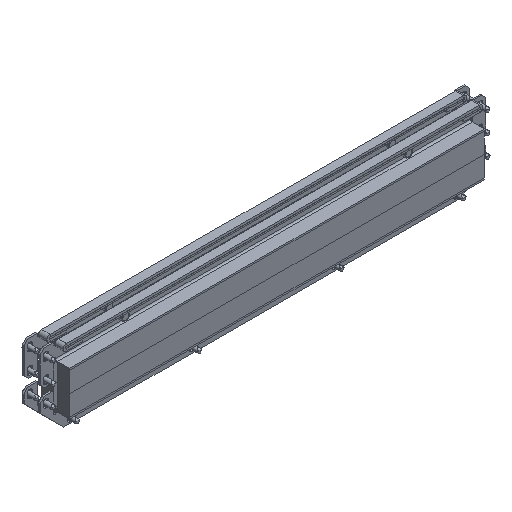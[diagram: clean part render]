
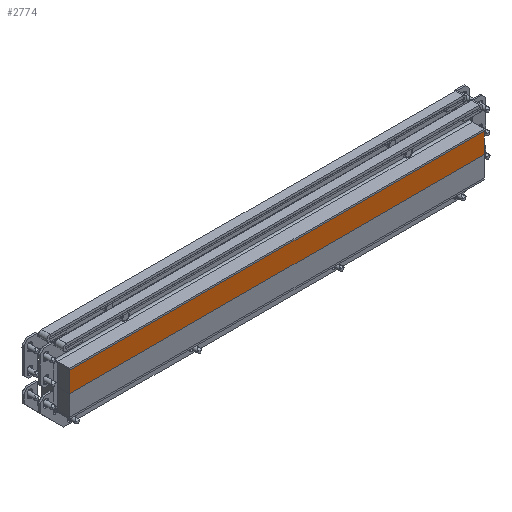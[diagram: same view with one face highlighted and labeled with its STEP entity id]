
A CAD part, isometric view. The second image highlights one B-rep face of the part: STEP entity #2774.
In plain terms, the highlighted face is planar.
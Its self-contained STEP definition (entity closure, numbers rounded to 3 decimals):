
#14 = CARTESIAN_POINT ( 'NONE',  ( -7.5, -12.5, -255. ) ) ;
#443 = CARTESIAN_POINT ( 'NONE',  ( -7.5, 12.5, 255. ) ) ;
#503 = LINE ( 'NONE', #6127, #5317 ) ;
#1254 = FACE_OUTER_BOUND ( 'NONE', #3707, .T. ) ;
#1940 = ORIENTED_EDGE ( 'NONE', *, *, #5854, .T. ) ;
#1994 = CARTESIAN_POINT ( 'NONE',  ( -7.5, 12.5, 255. ) ) ;
#2157 = CARTESIAN_POINT ( 'NONE',  ( -7.5, 12.5, -255. ) ) ;
#2183 = EDGE_CURVE ( 'NONE', #5388, #3816, #7590, .T. ) ;
#2600 = DIRECTION ( 'NONE',  ( 0., -1., 0. ) ) ;
#2682 = ORIENTED_EDGE ( 'NONE', *, *, #3359, .T. ) ;
#2704 = DIRECTION ( 'NONE',  ( 0., 0., 1. ) ) ;
#2774 = ADVANCED_FACE ( 'NONE', ( #1254 ), #7226, .T. ) ;
#3295 = VECTOR ( 'NONE', #4530, 1000. ) ;
#3310 = VERTEX_POINT ( 'NONE', #14 ) ;
#3359 = EDGE_CURVE ( 'NONE', #3310, #4564, #4962, .T. ) ;
#3707 = EDGE_LOOP ( 'NONE', ( #3954, #6796, #1940, #2682 ) ) ;
#3816 = VERTEX_POINT ( 'NONE', #443 ) ;
#3954 = ORIENTED_EDGE ( 'NONE', *, *, #7328, .F. ) ;
#4035 = CARTESIAN_POINT ( 'NONE',  ( -7.5, 12.5, -255. ) ) ;
#4229 = VECTOR ( 'NONE', #2704, 1000. ) ;
#4530 = DIRECTION ( 'NONE',  ( 0., 0., 1. ) ) ;
#4564 = VERTEX_POINT ( 'NONE', #7513 ) ;
#4588 = CARTESIAN_POINT ( 'NONE',  ( -7.5, -12.5, -255. ) ) ;
#4601 = VECTOR ( 'NONE', #2600, 1000. ) ;
#4962 = LINE ( 'NONE', #4588, #3295 ) ;
#5297 = LINE ( 'NONE', #1994, #4601 ) ;
#5317 = VECTOR ( 'NONE', #6811, 1000. ) ;
#5319 = DIRECTION ( 'NONE',  ( 0., -1., 0. ) ) ;
#5388 = VERTEX_POINT ( 'NONE', #2157 ) ;
#5854 = EDGE_CURVE ( 'NONE', #5388, #3310, #503, .T. ) ;
#6127 = CARTESIAN_POINT ( 'NONE',  ( -7.5, 12.5, -255. ) ) ;
#6269 = AXIS2_PLACEMENT_3D ( 'NONE', #7767, #7797, #5319 ) ;
#6796 = ORIENTED_EDGE ( 'NONE', *, *, #2183, .F. ) ;
#6811 = DIRECTION ( 'NONE',  ( 0., -1., 0. ) ) ;
#7226 = PLANE ( 'NONE',  #6269 ) ;
#7328 = EDGE_CURVE ( 'NONE', #3816, #4564, #5297, .T. ) ;
#7513 = CARTESIAN_POINT ( 'NONE',  ( -7.5, -12.5, 255. ) ) ;
#7590 = LINE ( 'NONE', #4035, #4229 ) ;
#7767 = CARTESIAN_POINT ( 'NONE',  ( -7.5, 12.5, -255. ) ) ;
#7797 = DIRECTION ( 'NONE',  ( -1., 0., 0. ) ) ;
